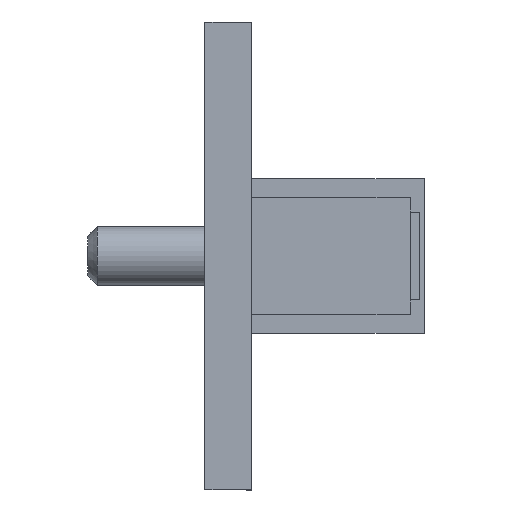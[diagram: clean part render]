
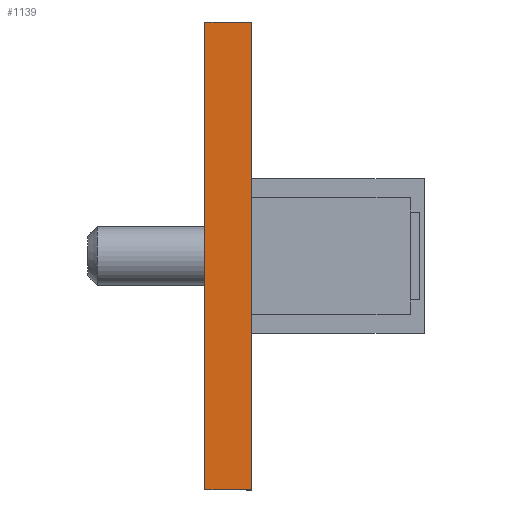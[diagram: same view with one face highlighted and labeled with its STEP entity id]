
A CAD part, left-side view. The second image highlights one B-rep face of the part: STEP entity #1139.
In plain terms, the highlighted planar face has unit normal (-1, 0, 0).
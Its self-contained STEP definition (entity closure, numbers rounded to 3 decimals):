
#13 = LINE ( 'NONE', #128, #466 ) ;
#19 = CARTESIAN_POINT ( 'NONE',  ( -236., -21., -50. ) ) ;
#70 = CARTESIAN_POINT ( 'NONE',  ( -236., -11., 50. ) ) ;
#107 = EDGE_CURVE ( 'NONE', #148, #413, #1055, .T. ) ;
#128 = CARTESIAN_POINT ( 'NONE',  ( -236., -21., 50. ) ) ;
#146 = DIRECTION ( 'NONE',  ( 0., -1., 0. ) ) ;
#148 = VERTEX_POINT ( 'NONE', #373 ) ;
#200 = VECTOR ( 'NONE', #1190, 1000. ) ;
#275 = EDGE_CURVE ( 'NONE', #413, #285, #1235, .T. ) ;
#285 = VERTEX_POINT ( 'NONE', #1103 ) ;
#373 = CARTESIAN_POINT ( 'NONE',  ( -236., -11., -50. ) ) ;
#413 = VERTEX_POINT ( 'NONE', #70 ) ;
#466 = VECTOR ( 'NONE', #928, 1000. ) ;
#515 = ORIENTED_EDGE ( 'NONE', *, *, #594, .T. ) ;
#532 = CARTESIAN_POINT ( 'NONE',  ( -236., -11., 50. ) ) ;
#564 = PLANE ( 'NONE',  #1332 ) ;
#594 = EDGE_CURVE ( 'NONE', #148, #1197, #1006, .T. ) ;
#731 = CARTESIAN_POINT ( 'NONE',  ( -236., -11., -50. ) ) ;
#737 = ORIENTED_EDGE ( 'NONE', *, *, #913, .T. ) ;
#913 = EDGE_CURVE ( 'NONE', #1197, #285, #13, .T. ) ;
#928 = DIRECTION ( 'NONE',  ( 0., 0., 1. ) ) ;
#1006 = LINE ( 'NONE', #731, #1323 ) ;
#1038 = ORIENTED_EDGE ( 'NONE', *, *, #275, .F. ) ;
#1055 = LINE ( 'NONE', #532, #200 ) ;
#1098 = FACE_OUTER_BOUND ( 'NONE', #1515, .T. ) ;
#1103 = CARTESIAN_POINT ( 'NONE',  ( -236., -21., 50. ) ) ;
#1139 = ADVANCED_FACE ( 'NONE', ( #1098 ), #564, .F. ) ;
#1190 = DIRECTION ( 'NONE',  ( 0., 0., 1. ) ) ;
#1197 = VERTEX_POINT ( 'NONE', #19 ) ;
#1206 = CARTESIAN_POINT ( 'NONE',  ( -236., -11., 50. ) ) ;
#1235 = LINE ( 'NONE', #1206, #1683 ) ;
#1257 = DIRECTION ( 'NONE',  ( 0., -1., 0. ) ) ;
#1323 = VECTOR ( 'NONE', #1257, 1000. ) ;
#1332 = AXIS2_PLACEMENT_3D ( 'NONE', #1407, #1661, #1541 ) ;
#1407 = CARTESIAN_POINT ( 'NONE',  ( -236., -11., 50. ) ) ;
#1494 = ORIENTED_EDGE ( 'NONE', *, *, #107, .F. ) ;
#1515 = EDGE_LOOP ( 'NONE', ( #737, #1038, #1494, #515 ) ) ;
#1541 = DIRECTION ( 'NONE',  ( 0., 0., -1. ) ) ;
#1661 = DIRECTION ( 'NONE',  ( 1., 0., 0. ) ) ;
#1683 = VECTOR ( 'NONE', #146, 1000. ) ;
